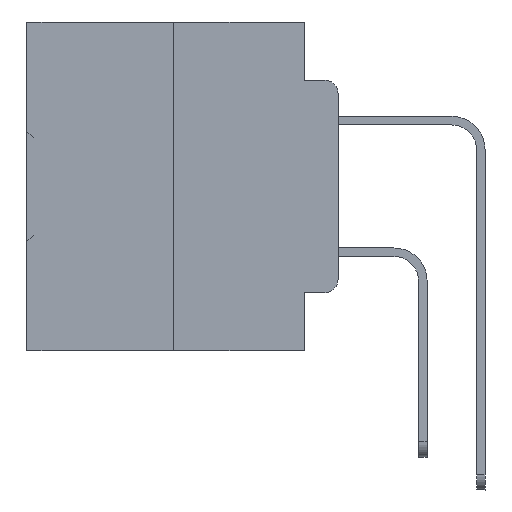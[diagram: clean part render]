
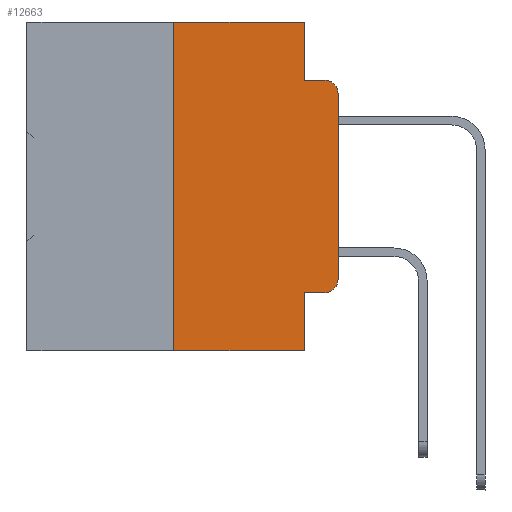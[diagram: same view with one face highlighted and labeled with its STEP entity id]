
A CAD part, left-side view. The second image highlights one B-rep face of the part: STEP entity #12663.
In plain terms, the highlighted planar face has unit normal (-1, 0, 0).
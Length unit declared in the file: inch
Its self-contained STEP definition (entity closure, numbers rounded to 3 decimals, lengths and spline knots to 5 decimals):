
#1090 = LINE ( 'NONE', #26607, #35544 ) ;
#1402 = VERTEX_POINT ( 'NONE', #34535 ) ;
#1437 = LINE ( 'NONE', #25530, #37404 ) ;
#1704 = AXIS2_PLACEMENT_3D ( 'NONE', #10097, #16567, #19603 ) ;
#1982 = DIRECTION ( 'NONE',  ( 0., -1., 0. ) ) ;
#2081 = CARTESIAN_POINT ( 'NONE',  ( 0., 0.051, 0. ) ) ;
#2229 = EDGE_CURVE ( 'NONE', #7907, #29457, #1437, .T. ) ;
#2302 = AXIS2_PLACEMENT_3D ( 'NONE', #21150, #2344, #11657 ) ;
#2339 = ORIENTED_EDGE ( 'NONE', *, *, #30880, .F. ) ;
#2344 = DIRECTION ( 'NONE',  ( -1., 0., 0. ) ) ;
#4176 = VERTEX_POINT ( 'NONE', #27981 ) ;
#5498 = DIRECTION ( 'NONE',  ( 0., -1., 0. ) ) ;
#6049 = DIRECTION ( 'NONE',  ( 0., 0., 1. ) ) ;
#6181 = EDGE_CURVE ( 'NONE', #29457, #30853, #8048, .T. ) ;
#7167 = VERTEX_POINT ( 'NONE', #35854 ) ;
#7168 = LINE ( 'NONE', #22149, #15448 ) ;
#7268 = PLANE ( 'NONE',  #1704 ) ;
#7503 = VERTEX_POINT ( 'NONE', #10872 ) ;
#7590 = ORIENTED_EDGE ( 'NONE', *, *, #26816, .T. ) ;
#7808 = VECTOR ( 'NONE', #6049, 39.37008 ) ;
#7820 = DIRECTION ( 'NONE',  ( 0., -1., 0. ) ) ;
#7907 = VERTEX_POINT ( 'NONE', #2081 ) ;
#8048 = LINE ( 'NONE', #32774, #19049 ) ;
#8115 = CIRCLE ( 'NONE', #2302, 0.02 ) ;
#10097 = CARTESIAN_POINT ( 'NONE',  ( 0., 0.473, 0. ) ) ;
#10199 = CARTESIAN_POINT ( 'NONE',  ( 0., 0.473, 0. ) ) ;
#10210 = EDGE_CURVE ( 'NONE', #1402, #30853, #8115, .T. ) ;
#10532 = DIRECTION ( 'NONE',  ( 0., 0., -1. ) ) ;
#10609 = VERTEX_POINT ( 'NONE', #34786 ) ;
#10872 = CARTESIAN_POINT ( 'NONE',  ( 0., 0.051, -0.5 ) ) ;
#11657 = DIRECTION ( 'NONE',  ( 0., 0., -1. ) ) ;
#12115 = CARTESIAN_POINT ( 'NONE',  ( 0., 0., 0. ) ) ;
#12663 = ADVANCED_FACE ( 'NONE', ( #25705 ), #7268, .F. ) ;
#13016 = VECTOR ( 'NONE', #32295, 39.37008 ) ;
#13606 = VECTOR ( 'NONE', #7820, 39.37008 ) ;
#15246 = EDGE_CURVE ( 'NONE', #17693, #7167, #1090, .T. ) ;
#15448 = VECTOR ( 'NONE', #22342, 39.37008 ) ;
#15587 = DIRECTION ( 'NONE',  ( -1., 0., 0. ) ) ;
#16399 = CARTESIAN_POINT ( 'NONE',  ( 0., 0., -0.3915 ) ) ;
#16567 = DIRECTION ( 'NONE',  ( 1., 0., 0. ) ) ;
#17693 = VERTEX_POINT ( 'NONE', #34266 ) ;
#17842 = LINE ( 'NONE', #29433, #38034 ) ;
#18006 = CIRCLE ( 'NONE', #27060, 0.02 ) ;
#19049 = VECTOR ( 'NONE', #1982, 39.37008 ) ;
#19603 = DIRECTION ( 'NONE',  ( 0., 0., -1. ) ) ;
#19990 = ORIENTED_EDGE ( 'NONE', *, *, #26216, .T. ) ;
#20252 = ORIENTED_EDGE ( 'NONE', *, *, #28892, .T. ) ;
#21150 = CARTESIAN_POINT ( 'NONE',  ( 0., 0.02, -0.1085 ) ) ;
#22149 = CARTESIAN_POINT ( 'NONE',  ( 0., 0.051, 0. ) ) ;
#22342 = DIRECTION ( 'NONE',  ( 0., 0., -1. ) ) ;
#22544 = LINE ( 'NONE', #10199, #13016 ) ;
#23147 = DIRECTION ( 'NONE',  ( 0., 0., 1. ) ) ;
#24091 = ORIENTED_EDGE ( 'NONE', *, *, #15246, .F. ) ;
#24201 = CARTESIAN_POINT ( 'NONE',  ( 0., 0.051, -0.0885 ) ) ;
#24208 = CARTESIAN_POINT ( 'NONE',  ( 0., 0.02, -0.0885 ) ) ;
#25144 = VERTEX_POINT ( 'NONE', #16399 ) ;
#25530 = CARTESIAN_POINT ( 'NONE',  ( 0., 0.051, 0. ) ) ;
#25705 = FACE_OUTER_BOUND ( 'NONE', #28594, .T. ) ;
#25918 = ORIENTED_EDGE ( 'NONE', *, *, #38044, .T. ) ;
#26214 = ORIENTED_EDGE ( 'NONE', *, *, #6181, .F. ) ;
#26216 = EDGE_CURVE ( 'NONE', #10609, #4176, #17842, .T. ) ;
#26607 = CARTESIAN_POINT ( 'NONE',  ( 0., 0.25, 0. ) ) ;
#26756 = ORIENTED_EDGE ( 'NONE', *, *, #10210, .T. ) ;
#26816 = EDGE_CURVE ( 'NONE', #4176, #25144, #18006, .T. ) ;
#27060 = AXIS2_PLACEMENT_3D ( 'NONE', #33825, #15587, #34019 ) ;
#27981 = CARTESIAN_POINT ( 'NONE',  ( 0., 0.02, -0.4115 ) ) ;
#28216 = ORIENTED_EDGE ( 'NONE', *, *, #2229, .F. ) ;
#28594 = EDGE_LOOP ( 'NONE', ( #25918, #26756, #26214, #28216, #2339, #24091, #20252, #33372, #19990, #7590 ) ) ;
#28892 = EDGE_CURVE ( 'NONE', #17693, #7503, #32738, .T. ) ;
#29433 = CARTESIAN_POINT ( 'NONE',  ( 0., 0.051, -0.4115 ) ) ;
#29457 = VERTEX_POINT ( 'NONE', #24201 ) ;
#30853 = VERTEX_POINT ( 'NONE', #24208 ) ;
#30880 = EDGE_CURVE ( 'NONE', #7167, #7907, #22544, .T. ) ;
#32295 = DIRECTION ( 'NONE',  ( 0., -1., 0. ) ) ;
#32738 = LINE ( 'NONE', #38410, #13606 ) ;
#32774 = CARTESIAN_POINT ( 'NONE',  ( 0., 0.051, -0.0885 ) ) ;
#33372 = ORIENTED_EDGE ( 'NONE', *, *, #35934, .F. ) ;
#33825 = CARTESIAN_POINT ( 'NONE',  ( 0., 0.02, -0.3915 ) ) ;
#34019 = DIRECTION ( 'NONE',  ( 0., 0., -1. ) ) ;
#34266 = CARTESIAN_POINT ( 'NONE',  ( 0., 0.25, -0.5 ) ) ;
#34535 = CARTESIAN_POINT ( 'NONE',  ( 0., 0., -0.1085 ) ) ;
#34786 = CARTESIAN_POINT ( 'NONE',  ( 0., 0.051, -0.4115 ) ) ;
#35544 = VECTOR ( 'NONE', #23147, 39.37008 ) ;
#35854 = CARTESIAN_POINT ( 'NONE',  ( 0., 0.25, 0. ) ) ;
#35934 = EDGE_CURVE ( 'NONE', #10609, #7503, #7168, .T. ) ;
#37239 = LINE ( 'NONE', #12115, #7808 ) ;
#37404 = VECTOR ( 'NONE', #10532, 39.37008 ) ;
#38034 = VECTOR ( 'NONE', #5498, 39.37008 ) ;
#38044 = EDGE_CURVE ( 'NONE', #25144, #1402, #37239, .T. ) ;
#38410 = CARTESIAN_POINT ( 'NONE',  ( 0., 0.473, -0.5 ) ) ;
